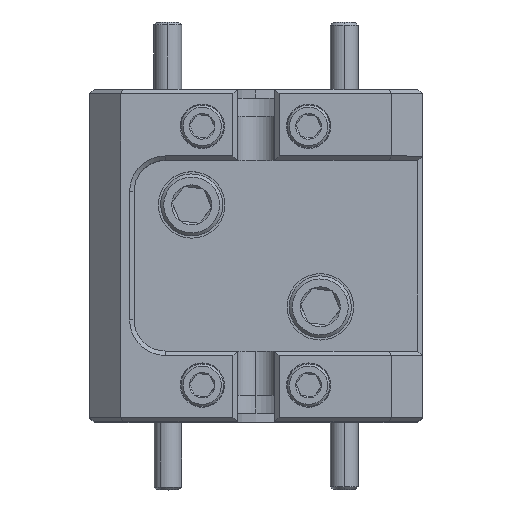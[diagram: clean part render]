
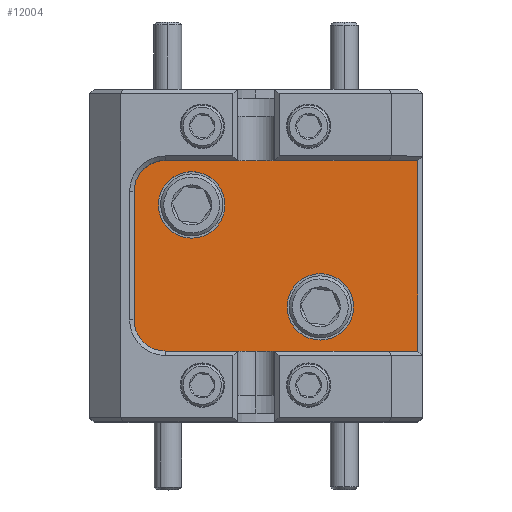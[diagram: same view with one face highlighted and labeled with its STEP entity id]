
A CAD part, top view. The second image highlights one B-rep face of the part: STEP entity #12004.
In plain terms, the highlighted planar face has unit normal (0, 0, 1).
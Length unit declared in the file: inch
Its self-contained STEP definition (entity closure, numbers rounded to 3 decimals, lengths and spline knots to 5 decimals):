
#577 = DIRECTION ( 'NONE',  ( -1., 0., 0. ) ) ;
#876 = DIRECTION ( 'NONE',  ( 0., 0., 1. ) ) ;
#931 = AXIS2_PLACEMENT_3D ( 'NONE', #19684, #876, #577 ) ;
#1020 = CARTESIAN_POINT ( 'NONE',  ( -1.60343, -0.27054, 1.18679 ) ) ;
#1140 = EDGE_LOOP ( 'NONE', ( #14291, #15183 ) ) ;
#1743 = EDGE_CURVE ( 'NONE', #9551, #11340, #12424, .T. ) ;
#2114 = DIRECTION ( 'NONE',  ( 0., 0., 1. ) ) ;
#2256 = DIRECTION ( 'NONE',  ( 0., 0., 1. ) ) ;
#2500 = DIRECTION ( 'NONE',  ( 0., 0., 1. ) ) ;
#2577 = CIRCLE ( 'NONE', #931, 0.07 ) ;
#3296 = CARTESIAN_POINT ( 'NONE',  ( -1.89343, -0.04054, 1.18679 ) ) ;
#3343 = CARTESIAN_POINT ( 'NONE',  ( -1.67843, -0.27054, 1.18679 ) ) ;
#3518 = LINE ( 'NONE', #10030, #6821 ) ;
#3758 = DIRECTION ( 'NONE',  ( 1., 0., 0. ) ) ;
#3855 = FACE_BOUND ( 'NONE', #1140, .T. ) ;
#3963 = EDGE_CURVE ( 'NONE', #13040, #9551, #7195, .T. ) ;
#4157 = CARTESIAN_POINT ( 'NONE',  ( -1.38343, -0.30054, 1.18679 ) ) ;
#4641 = CARTESIAN_POINT ( 'NONE',  ( -1.95343, 0.05946, 1.18679 ) ) ;
#5316 = CIRCLE ( 'NONE', #9220, 0.075 ) ;
#5608 = EDGE_CURVE ( 'NONE', #11340, #11037, #17372, .T. ) ;
#5666 = DIRECTION ( 'NONE',  ( -1., 0., 0. ) ) ;
#5954 = VECTOR ( 'NONE', #3758, 39.37008 ) ;
#6086 = VERTEX_POINT ( 'NONE', #3343 ) ;
#6179 = ORIENTED_EDGE ( 'NONE', *, *, #1743, .T. ) ;
#6713 = CARTESIAN_POINT ( 'NONE',  ( -1.96843, -0.04054, 1.18679 ) ) ;
#6821 = VECTOR ( 'NONE', #11673, 39.37008 ) ;
#7195 = LINE ( 'NONE', #4157, #10956 ) ;
#7270 = VERTEX_POINT ( 'NONE', #6713 ) ;
#7423 = CARTESIAN_POINT ( 'NONE',  ( -1.95343, 0.05946, 1.18679 ) ) ;
#7811 = VERTEX_POINT ( 'NONE', #16415 ) ;
#7971 = VERTEX_POINT ( 'NONE', #8596 ) ;
#8009 = ORIENTED_EDGE ( 'NONE', *, *, #18179, .F. ) ;
#8064 = CARTESIAN_POINT ( 'NONE',  ( -1.95343, -0.01054, 1.18679 ) ) ;
#8129 = CARTESIAN_POINT ( 'NONE',  ( -1.38343, 0.05946, 1.18679 ) ) ;
#8492 = EDGE_CURVE ( 'NONE', #6086, #14889, #10378, .T. ) ;
#8514 = AXIS2_PLACEMENT_3D ( 'NONE', #8064, #17694, #13387 ) ;
#8563 = EDGE_CURVE ( 'NONE', #7811, #7971, #2577, .T. ) ;
#8596 = CARTESIAN_POINT ( 'NONE',  ( -1.95343, -0.37054, 1.18679 ) ) ;
#8965 = ORIENTED_EDGE ( 'NONE', *, *, #15968, .T. ) ;
#9034 = DIRECTION ( 'NONE',  ( -1., 0., 0. ) ) ;
#9162 = EDGE_LOOP ( 'NONE', ( #8965, #16740, #6179, #19009, #18396, #13965 ) ) ;
#9220 = AXIS2_PLACEMENT_3D ( 'NONE', #13219, #2500, #19453 ) ;
#9386 = DIRECTION ( 'NONE',  ( 1., 0., 0. ) ) ;
#9551 = VERTEX_POINT ( 'NONE', #8129 ) ;
#9875 = CARTESIAN_POINT ( 'NONE',  ( -1.60343, -0.27054, 1.18679 ) ) ;
#9950 = CARTESIAN_POINT ( 'NONE',  ( -1.95343, -0.37054, 1.18679 ) ) ;
#9957 = EDGE_CURVE ( 'NONE', #11037, #7811, #3518, .T. ) ;
#10030 = CARTESIAN_POINT ( 'NONE',  ( -2.02343, -0.01054, 1.18679 ) ) ;
#10177 = CARTESIAN_POINT ( 'NONE',  ( -1.52843, -0.27054, 1.18679 ) ) ;
#10178 = EDGE_CURVE ( 'NONE', #16534, #7270, #10768, .T. ) ;
#10378 = CIRCLE ( 'NONE', #17246, 0.075 ) ;
#10453 = AXIS2_PLACEMENT_3D ( 'NONE', #3296, #13812, #9386 ) ;
#10768 = CIRCLE ( 'NONE', #10453, 0.075 ) ;
#10956 = VECTOR ( 'NONE', #17857, 39.37008 ) ;
#11037 = VERTEX_POINT ( 'NONE', #11701 ) ;
#11340 = VERTEX_POINT ( 'NONE', #7423 ) ;
#11346 = VECTOR ( 'NONE', #9034, 39.37008 ) ;
#11602 = LINE ( 'NONE', #9950, #5954 ) ;
#11673 = DIRECTION ( 'NONE',  ( 0., -1., 0. ) ) ;
#11701 = CARTESIAN_POINT ( 'NONE',  ( -2.02343, -0.01054, 1.18679 ) ) ;
#12004 = ADVANCED_FACE ( 'NONE', ( #13232, #3855, #16500 ), #19365, .F. ) ;
#12424 = LINE ( 'NONE', #4641, #11346 ) ;
#13040 = VERTEX_POINT ( 'NONE', #18056 ) ;
#13219 = CARTESIAN_POINT ( 'NONE',  ( -1.89343, -0.04054, 1.18679 ) ) ;
#13232 = FACE_BOUND ( 'NONE', #17796, .T. ) ;
#13387 = DIRECTION ( 'NONE',  ( -1., 0., 0. ) ) ;
#13812 = DIRECTION ( 'NONE',  ( 0., 0., 1. ) ) ;
#13965 = ORIENTED_EDGE ( 'NONE', *, *, #8563, .T. ) ;
#14291 = ORIENTED_EDGE ( 'NONE', *, *, #19764, .F. ) ;
#14723 = DIRECTION ( 'NONE',  ( 1., 0., 0. ) ) ;
#14864 = CARTESIAN_POINT ( 'NONE',  ( -1.95343, -0.30054, 1.18679 ) ) ;
#14889 = VERTEX_POINT ( 'NONE', #10177 ) ;
#15183 = ORIENTED_EDGE ( 'NONE', *, *, #8492, .F. ) ;
#15513 = CARTESIAN_POINT ( 'NONE',  ( -1.81843, -0.04054, 1.18679 ) ) ;
#15968 = EDGE_CURVE ( 'NONE', #7971, #13040, #11602, .T. ) ;
#16013 = CIRCLE ( 'NONE', #19598, 0.075 ) ;
#16113 = AXIS2_PLACEMENT_3D ( 'NONE', #14864, #16600, #5666 ) ;
#16415 = CARTESIAN_POINT ( 'NONE',  ( -2.02343, -0.30054, 1.18679 ) ) ;
#16500 = FACE_OUTER_BOUND ( 'NONE', #9162, .T. ) ;
#16534 = VERTEX_POINT ( 'NONE', #15513 ) ;
#16600 = DIRECTION ( 'NONE',  ( 0., 0., -1. ) ) ;
#16740 = ORIENTED_EDGE ( 'NONE', *, *, #3963, .T. ) ;
#16831 = ORIENTED_EDGE ( 'NONE', *, *, #10178, .F. ) ;
#17246 = AXIS2_PLACEMENT_3D ( 'NONE', #9875, #2114, #19178 ) ;
#17372 = CIRCLE ( 'NONE', #8514, 0.07 ) ;
#17694 = DIRECTION ( 'NONE',  ( 0., 0., 1. ) ) ;
#17796 = EDGE_LOOP ( 'NONE', ( #16831, #8009 ) ) ;
#17857 = DIRECTION ( 'NONE',  ( 0., 1., 0. ) ) ;
#18056 = CARTESIAN_POINT ( 'NONE',  ( -1.38343, -0.37054, 1.18679 ) ) ;
#18179 = EDGE_CURVE ( 'NONE', #7270, #16534, #5316, .T. ) ;
#18396 = ORIENTED_EDGE ( 'NONE', *, *, #9957, .T. ) ;
#19009 = ORIENTED_EDGE ( 'NONE', *, *, #5608, .T. ) ;
#19178 = DIRECTION ( 'NONE',  ( 1., 0., 0. ) ) ;
#19365 = PLANE ( 'NONE',  #16113 ) ;
#19453 = DIRECTION ( 'NONE',  ( 1., 0., 0. ) ) ;
#19598 = AXIS2_PLACEMENT_3D ( 'NONE', #1020, #2256, #14723 ) ;
#19684 = CARTESIAN_POINT ( 'NONE',  ( -1.95343, -0.30054, 1.18679 ) ) ;
#19764 = EDGE_CURVE ( 'NONE', #14889, #6086, #16013, .T. ) ;
